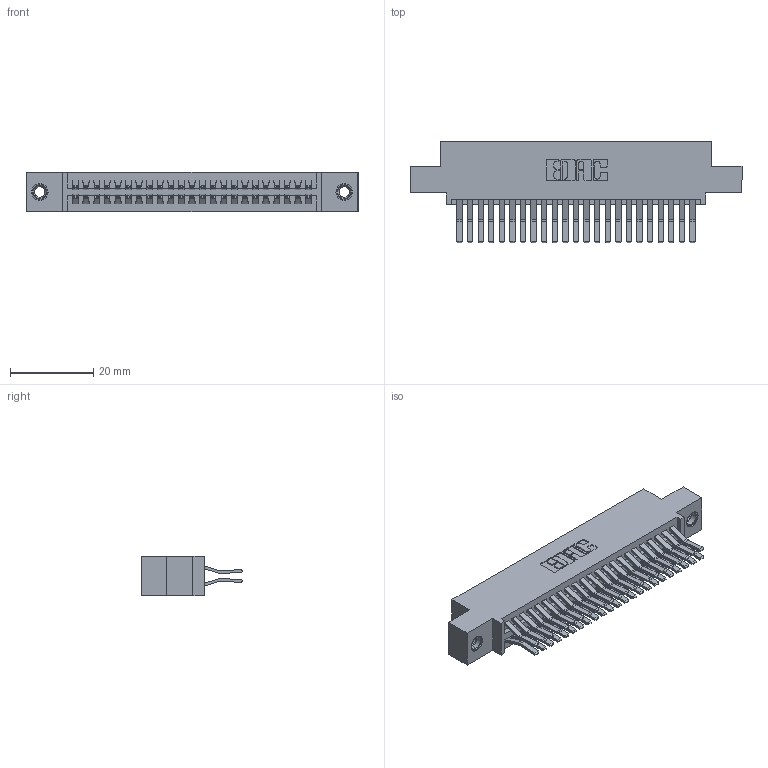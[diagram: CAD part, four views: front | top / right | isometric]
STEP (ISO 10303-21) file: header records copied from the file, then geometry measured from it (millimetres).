
FILE_DESCRIPTION (( 'STEP AP203' ), '1' );
FILE_NAME ('345-046-560-507.STEP', '2018-09-10T07:05:13', ( '' ), ( '' ), 'SwSTEP 2.0', 'SolidWorks 2016', '' );
FILE_SCHEMA (( 'CONFIG_CONTROL_DESIGN' ));
Length unit declared in the file: inch
Products named in the file (4): 345 Part_0.110 Offset - 0.156 Dia-TI; 345-292-001_560 Tail; 345-250-001_345-250-005-103; 345-046-560-507
Assembly tree (49 placements, depth 2):
  345-046-560-507
    345 Part_0.110 Offset - 0.156 Dia-TI
    345-292-001_560 Tail  x46
    345-250-001_345-250-005-103  x2
Bounding box: 79.63 x 24.45 x 9.4 mm (x, y, z)
Volume: 7773.5 mm3; surface area: 12018.7 mm2
Topology: 49 solids, 49 shells, 2582 faces, 7619 edges, 5010 vertices
Faces by surface type: plane 1634, cylinder 932, cone 12, torus 4
Entity records: 22010 total; most frequent: CARTESIAN_POINT 3691, ORIENTED_EDGE 3618, DIRECTION 3307, EDGE_CURVE 1809, LINE 1561, VECTOR 1561, VERTEX_POINT 1200, AXIS2_PLACEMENT_3D 873
